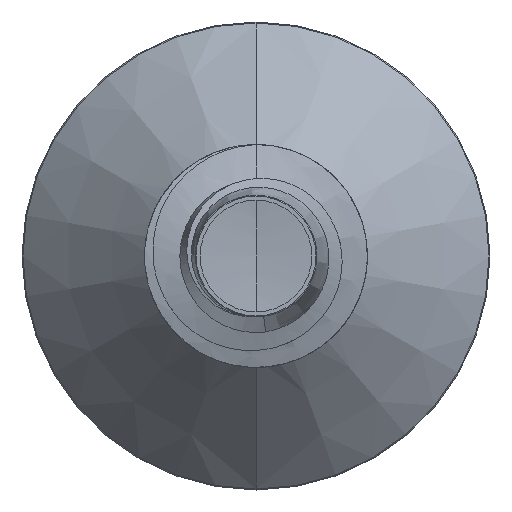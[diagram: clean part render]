
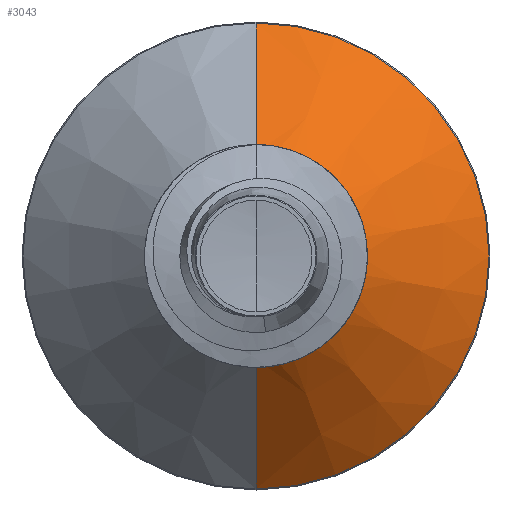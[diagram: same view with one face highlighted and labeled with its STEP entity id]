
A CAD part, front view. The second image highlights one B-rep face of the part: STEP entity #3043.
In plain terms, the highlighted conical face has half-angle 45 degrees and reference radius 1.857 mm.
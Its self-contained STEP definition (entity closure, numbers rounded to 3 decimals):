
#331 = CARTESIAN_POINT ( 'NONE',  ( 0., 11.782, -4.182 ) ) ;
#420 = EDGE_LOOP ( 'NONE', ( #7393, #11514, #14539, #2694 ) ) ;
#566 = VERTEX_POINT ( 'NONE', #14053 ) ;
#1711 = VERTEX_POINT ( 'NONE', #8425 ) ;
#2203 = AXIS2_PLACEMENT_3D ( 'NONE', #7960, #7942, #7888 ) ;
#2676 = AXIS2_PLACEMENT_3D ( 'NONE', #6709, #6686, #6656 ) ;
#2694 = ORIENTED_EDGE ( 'NONE', *, *, #15802, .F. ) ;
#2933 = CARTESIAN_POINT ( 'NONE',  ( 0., 9.457, -1.857 ) ) ;
#2969 = DIRECTION ( 'NONE',  ( 0., 0.707, -0.707 ) ) ;
#3043 = ADVANCED_FACE ( 'NONE', ( #17071 ), #16898, .T. ) ;
#3444 = DIRECTION ( 'NONE',  ( 0., 0.707, 0.707 ) ) ;
#3996 = CARTESIAN_POINT ( 'NONE',  ( 0., 9.457, 1.857 ) ) ;
#6656 = DIRECTION ( 'NONE',  ( 0., 0., 1. ) ) ;
#6686 = DIRECTION ( 'NONE',  ( 0., 1., 0. ) ) ;
#6709 = CARTESIAN_POINT ( 'NONE',  ( 0., 9.457, 0. ) ) ;
#7116 = DIRECTION ( 'NONE',  ( 0., 1., 0. ) ) ;
#7393 = ORIENTED_EDGE ( 'NONE', *, *, #16186, .T. ) ;
#7404 = CARTESIAN_POINT ( 'NONE',  ( 0., 9.457, 0. ) ) ;
#7888 = DIRECTION ( 'NONE',  ( 0., 0., 1. ) ) ;
#7942 = DIRECTION ( 'NONE',  ( 0., 1., 0. ) ) ;
#7960 = CARTESIAN_POINT ( 'NONE',  ( 0., 11.782, 0. ) ) ;
#8425 = CARTESIAN_POINT ( 'NONE',  ( 0., 9.457, -1.857 ) ) ;
#8840 = CARTESIAN_POINT ( 'NONE',  ( 0., 11.782, 4.182 ) ) ;
#9731 = DIRECTION ( 'NONE',  ( 0., 0., 1. ) ) ;
#10510 = VECTOR ( 'NONE', #3444, 1000. ) ;
#11514 = ORIENTED_EDGE ( 'NONE', *, *, #15987, .T. ) ;
#11966 = LINE ( 'NONE', #2933, #14600 ) ;
#13251 = CIRCLE ( 'NONE', #2676, 1.857 ) ;
#13432 = CIRCLE ( 'NONE', #2203, 4.182 ) ;
#14053 = CARTESIAN_POINT ( 'NONE',  ( 0., 9.457, 1.857 ) ) ;
#14222 = VERTEX_POINT ( 'NONE', #8840 ) ;
#14349 = VERTEX_POINT ( 'NONE', #331 ) ;
#14539 = ORIENTED_EDGE ( 'NONE', *, *, #16408, .F. ) ;
#14600 = VECTOR ( 'NONE', #2969, 1000. ) ;
#15363 = AXIS2_PLACEMENT_3D ( 'NONE', #7404, #7116, #9731 ) ;
#15802 = EDGE_CURVE ( 'NONE', #566, #14222, #15880, .T. ) ;
#15880 = LINE ( 'NONE', #3996, #10510 ) ;
#15987 = EDGE_CURVE ( 'NONE', #1711, #14349, #11966, .T. ) ;
#16186 = EDGE_CURVE ( 'NONE', #566, #1711, #13251, .T. ) ;
#16408 = EDGE_CURVE ( 'NONE', #14222, #14349, #13432, .T. ) ;
#16898 = CONICAL_SURFACE ( 'NONE', #15363, 1.857, 0.785 ) ;
#17071 = FACE_OUTER_BOUND ( 'NONE', #420, .T. ) ;
